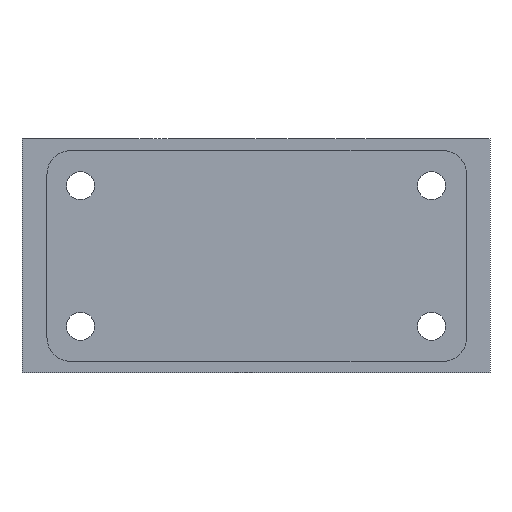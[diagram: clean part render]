
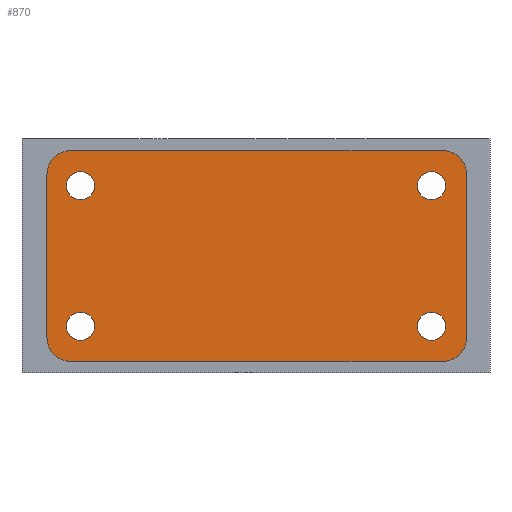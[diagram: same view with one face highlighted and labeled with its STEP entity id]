
A CAD part, front view. The second image highlights one B-rep face of the part: STEP entity #870.
In plain terms, the highlighted planar face has unit normal (0, -1, 0).
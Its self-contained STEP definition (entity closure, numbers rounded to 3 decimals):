
#22 = DIRECTION ( 'NONE',  ( 1., 0., 0. ) ) ;
#34 = PLANE ( 'NONE',  #1059 ) ;
#50 = CARTESIAN_POINT ( 'NONE',  ( 31., 5., 20. ) ) ;
#52 = DIRECTION ( 'NONE',  ( 0., -1., 0. ) ) ;
#64 = CARTESIAN_POINT ( 'NONE',  ( 180., 5., 85. ) ) ;
#67 = CARTESIAN_POINT ( 'NONE',  ( 190., 5., 85. ) ) ;
#68 = VERTEX_POINT ( 'NONE', #1061 ) ;
#74 = ORIENTED_EDGE ( 'NONE', *, *, #1014, .F. ) ;
#87 = CARTESIAN_POINT ( 'NONE',  ( 31., 5., 80. ) ) ;
#93 = CIRCLE ( 'NONE', #675, 10. ) ;
#95 = CARTESIAN_POINT ( 'NONE',  ( 190., 5., 15. ) ) ;
#124 = CIRCLE ( 'NONE', #320, 10. ) ;
#133 = VERTEX_POINT ( 'NONE', #814 ) ;
#138 = LINE ( 'NONE', #1093, #456 ) ;
#158 = VECTOR ( 'NONE', #270, 1000. ) ;
#185 = CARTESIAN_POINT ( 'NONE',  ( 180., 5., 95. ) ) ;
#208 = LINE ( 'NONE', #613, #693 ) ;
#217 = LINE ( 'NONE', #854, #514 ) ;
#218 = AXIS2_PLACEMENT_3D ( 'NONE', #725, #1046, #931 ) ;
#240 = CARTESIAN_POINT ( 'NONE',  ( 181., 5., 20. ) ) ;
#248 = EDGE_CURVE ( 'NONE', #681, #1194, #611, .T. ) ;
#250 = VERTEX_POINT ( 'NONE', #50 ) ;
#259 = ORIENTED_EDGE ( 'NONE', *, *, #439, .T. ) ;
#270 = DIRECTION ( 'NONE',  ( 0., 0., 1. ) ) ;
#289 = CARTESIAN_POINT ( 'NONE',  ( 180., 5., 5. ) ) ;
#292 = FACE_BOUND ( 'NONE', #299, .T. ) ;
#299 = EDGE_LOOP ( 'NONE', ( #655, #355 ) ) ;
#305 = AXIS2_PLACEMENT_3D ( 'NONE', #1152, #1044, #949 ) ;
#320 = AXIS2_PLACEMENT_3D ( 'NONE', #64, #560, #1278 ) ;
#324 = CARTESIAN_POINT ( 'NONE',  ( 181., 5., 80. ) ) ;
#328 = ORIENTED_EDGE ( 'NONE', *, *, #1107, .T. ) ;
#333 = VERTEX_POINT ( 'NONE', #553 ) ;
#339 = ORIENTED_EDGE ( 'NONE', *, *, #248, .T. ) ;
#344 = DIRECTION ( 'NONE',  ( 0., -1., 0. ) ) ;
#352 = DIRECTION ( 'NONE',  ( 0., -1., 0. ) ) ;
#355 = ORIENTED_EDGE ( 'NONE', *, *, #1182, .F. ) ;
#359 = CARTESIAN_POINT ( 'NONE',  ( 169., 5., 80. ) ) ;
#365 = CARTESIAN_POINT ( 'NONE',  ( 175., 5., 20. ) ) ;
#381 = EDGE_CURVE ( 'NONE', #68, #1074, #897, .T. ) ;
#389 = CARTESIAN_POINT ( 'NONE',  ( 10.68, 5., 15. ) ) ;
#395 = DIRECTION ( 'NONE',  ( 0., 0., -1. ) ) ;
#398 = CARTESIAN_POINT ( 'NONE',  ( 20.68, 5., 15. ) ) ;
#416 = FACE_BOUND ( 'NONE', #1207, .T. ) ;
#422 = VERTEX_POINT ( 'NONE', #185 ) ;
#439 = EDGE_CURVE ( 'NONE', #999, #422, #124, .T. ) ;
#447 = DIRECTION ( 'NONE',  ( 0., 0., 1. ) ) ;
#456 = VECTOR ( 'NONE', #395, 1000. ) ;
#464 = VERTEX_POINT ( 'NONE', #672 ) ;
#492 = DIRECTION ( 'NONE',  ( 0., -1., 0. ) ) ;
#512 = AXIS2_PLACEMENT_3D ( 'NONE', #365, #668, #954 ) ;
#514 = VECTOR ( 'NONE', #868, 1000. ) ;
#522 = EDGE_LOOP ( 'NONE', ( #585, #1261 ) ) ;
#527 = EDGE_CURVE ( 'NONE', #845, #464, #716, .T. ) ;
#538 = EDGE_CURVE ( 'NONE', #550, #999, #923, .T. ) ;
#545 = FACE_OUTER_BOUND ( 'NONE', #1292, .T. ) ;
#550 = VERTEX_POINT ( 'NONE', #95 ) ;
#553 = CARTESIAN_POINT ( 'NONE',  ( 20.68, 5., 5. ) ) ;
#554 = ORIENTED_EDGE ( 'NONE', *, *, #791, .F. ) ;
#556 = ORIENTED_EDGE ( 'NONE', *, *, #538, .T. ) ;
#559 = ORIENTED_EDGE ( 'NONE', *, *, #730, .T. ) ;
#560 = DIRECTION ( 'NONE',  ( 0., -1., 0. ) ) ;
#565 = EDGE_CURVE ( 'NONE', #1228, #821, #1116, .T. ) ;
#576 = CARTESIAN_POINT ( 'NONE',  ( 175., 5., 80. ) ) ;
#585 = ORIENTED_EDGE ( 'NONE', *, *, #1244, .F. ) ;
#594 = CIRCLE ( 'NONE', #305, 6. ) ;
#601 = CIRCLE ( 'NONE', #218, 6. ) ;
#606 = FACE_BOUND ( 'NONE', #522, .T. ) ;
#611 = CIRCLE ( 'NONE', #871, 10. ) ;
#613 = CARTESIAN_POINT ( 'NONE',  ( 20.68, 5., 5. ) ) ;
#629 = ORIENTED_EDGE ( 'NONE', *, *, #1204, .T. ) ;
#632 = DIRECTION ( 'NONE',  ( 0., 0., -1. ) ) ;
#634 = CARTESIAN_POINT ( 'NONE',  ( 175., 5., 80. ) ) ;
#642 = DIRECTION ( 'NONE',  ( 0., -1., 0. ) ) ;
#646 = AXIS2_PLACEMENT_3D ( 'NONE', #929, #642, #1145 ) ;
#652 = CARTESIAN_POINT ( 'NONE',  ( 190., 5., 85. ) ) ;
#655 = ORIENTED_EDGE ( 'NONE', *, *, #381, .F. ) ;
#668 = DIRECTION ( 'NONE',  ( 0., -1., 0. ) ) ;
#672 = CARTESIAN_POINT ( 'NONE',  ( 169., 5., 20. ) ) ;
#675 = AXIS2_PLACEMENT_3D ( 'NONE', #398, #492, #792 ) ;
#681 = VERTEX_POINT ( 'NONE', #702 ) ;
#685 = ORIENTED_EDGE ( 'NONE', *, *, #1233, .F. ) ;
#686 = DIRECTION ( 'NONE',  ( 0., -1., 0. ) ) ;
#693 = VECTOR ( 'NONE', #22, 1000. ) ;
#695 = EDGE_CURVE ( 'NONE', #1087, #333, #93, .T. ) ;
#702 = CARTESIAN_POINT ( 'NONE',  ( 20.68, 5., 95. ) ) ;
#716 = CIRCLE ( 'NONE', #512, 6. ) ;
#721 = DIRECTION ( 'NONE',  ( 0., 1., 0. ) ) ;
#725 = CARTESIAN_POINT ( 'NONE',  ( 175., 5., 20. ) ) ;
#730 = EDGE_CURVE ( 'NONE', #333, #1121, #208, .T. ) ;
#739 = CARTESIAN_POINT ( 'NONE',  ( 10.68, 5., 85. ) ) ;
#784 = AXIS2_PLACEMENT_3D ( 'NONE', #1205, #1013, #912 ) ;
#791 = EDGE_CURVE ( 'NONE', #133, #250, #834, .T. ) ;
#792 = DIRECTION ( 'NONE',  ( 0., 0., -1. ) ) ;
#799 = AXIS2_PLACEMENT_3D ( 'NONE', #634, #52, #447 ) ;
#814 = CARTESIAN_POINT ( 'NONE',  ( 19., 5., 20. ) ) ;
#821 = VERTEX_POINT ( 'NONE', #324 ) ;
#834 = CIRCLE ( 'NONE', #784, 6. ) ;
#845 = VERTEX_POINT ( 'NONE', #240 ) ;
#848 = ORIENTED_EDGE ( 'NONE', *, *, #565, .F. ) ;
#854 = CARTESIAN_POINT ( 'NONE',  ( 20.68, 5., 95. ) ) ;
#856 = CIRCLE ( 'NONE', #1130, 6. ) ;
#868 = DIRECTION ( 'NONE',  ( -1., 0., 0. ) ) ;
#870 = ADVANCED_FACE ( 'NONE', ( #292, #606, #545, #1101, #416 ), #34, .F. ) ;
#871 = AXIS2_PLACEMENT_3D ( 'NONE', #1238, #344, #632 ) ;
#897 = CIRCLE ( 'NONE', #1006, 6. ) ;
#912 = DIRECTION ( 'NONE',  ( 0., 0., 1. ) ) ;
#923 = LINE ( 'NONE', #67, #158 ) ;
#927 = DIRECTION ( 'NONE',  ( 0., 0., 1. ) ) ;
#929 = CARTESIAN_POINT ( 'NONE',  ( 180., 5., 15. ) ) ;
#931 = DIRECTION ( 'NONE',  ( 0., 0., 1. ) ) ;
#944 = CARTESIAN_POINT ( 'NONE',  ( 25., 5., 80. ) ) ;
#949 = DIRECTION ( 'NONE',  ( 0., 0., 1. ) ) ;
#954 = DIRECTION ( 'NONE',  ( 0., 0., 1. ) ) ;
#962 = ORIENTED_EDGE ( 'NONE', *, *, #695, .T. ) ;
#980 = DIRECTION ( 'NONE',  ( 0., 0., 1. ) ) ;
#999 = VERTEX_POINT ( 'NONE', #652 ) ;
#1004 = CIRCLE ( 'NONE', #646, 10. ) ;
#1006 = AXIS2_PLACEMENT_3D ( 'NONE', #944, #352, #1045 ) ;
#1010 = EDGE_CURVE ( 'NONE', #422, #681, #217, .T. ) ;
#1013 = DIRECTION ( 'NONE',  ( 0., -1., 0. ) ) ;
#1014 = EDGE_CURVE ( 'NONE', #250, #133, #856, .T. ) ;
#1037 = EDGE_LOOP ( 'NONE', ( #848, #685 ) ) ;
#1044 = DIRECTION ( 'NONE',  ( 0., -1., 0. ) ) ;
#1045 = DIRECTION ( 'NONE',  ( 0., 0., 1. ) ) ;
#1046 = DIRECTION ( 'NONE',  ( 0., -1., 0. ) ) ;
#1059 = AXIS2_PLACEMENT_3D ( 'NONE', #1138, #721, #927 ) ;
#1061 = CARTESIAN_POINT ( 'NONE',  ( 19., 5., 80. ) ) ;
#1062 = CARTESIAN_POINT ( 'NONE',  ( 25., 5., 20. ) ) ;
#1074 = VERTEX_POINT ( 'NONE', #87 ) ;
#1087 = VERTEX_POINT ( 'NONE', #389 ) ;
#1093 = CARTESIAN_POINT ( 'NONE',  ( 10.68, 5., 85. ) ) ;
#1101 = FACE_BOUND ( 'NONE', #1037, .T. ) ;
#1107 = EDGE_CURVE ( 'NONE', #1194, #1087, #138, .T. ) ;
#1116 = CIRCLE ( 'NONE', #1213, 6. ) ;
#1121 = VERTEX_POINT ( 'NONE', #289 ) ;
#1130 = AXIS2_PLACEMENT_3D ( 'NONE', #1062, #1174, #1265 ) ;
#1138 = CARTESIAN_POINT ( 'NONE',  ( 180., 5., 85. ) ) ;
#1145 = DIRECTION ( 'NONE',  ( 0., 0., -1. ) ) ;
#1152 = CARTESIAN_POINT ( 'NONE',  ( 25., 5., 80. ) ) ;
#1164 = ORIENTED_EDGE ( 'NONE', *, *, #1010, .T. ) ;
#1174 = DIRECTION ( 'NONE',  ( 0., -1., 0. ) ) ;
#1182 = EDGE_CURVE ( 'NONE', #1074, #68, #594, .T. ) ;
#1194 = VERTEX_POINT ( 'NONE', #739 ) ;
#1204 = EDGE_CURVE ( 'NONE', #1121, #550, #1004, .T. ) ;
#1205 = CARTESIAN_POINT ( 'NONE',  ( 25., 5., 20. ) ) ;
#1207 = EDGE_LOOP ( 'NONE', ( #554, #74 ) ) ;
#1213 = AXIS2_PLACEMENT_3D ( 'NONE', #576, #686, #980 ) ;
#1228 = VERTEX_POINT ( 'NONE', #359 ) ;
#1233 = EDGE_CURVE ( 'NONE', #821, #1228, #1259, .T. ) ;
#1238 = CARTESIAN_POINT ( 'NONE',  ( 20.68, 5., 85. ) ) ;
#1244 = EDGE_CURVE ( 'NONE', #464, #845, #601, .T. ) ;
#1259 = CIRCLE ( 'NONE', #799, 6. ) ;
#1261 = ORIENTED_EDGE ( 'NONE', *, *, #527, .F. ) ;
#1265 = DIRECTION ( 'NONE',  ( 0., 0., 1. ) ) ;
#1278 = DIRECTION ( 'NONE',  ( 0., 0., 1. ) ) ;
#1292 = EDGE_LOOP ( 'NONE', ( #259, #1164, #339, #328, #962, #559, #629, #556 ) ) ;
